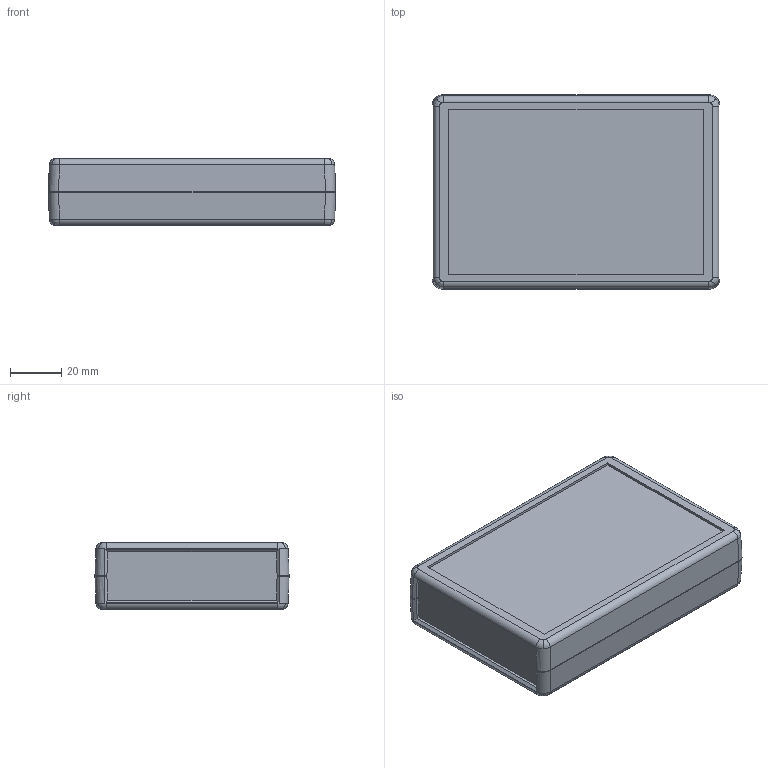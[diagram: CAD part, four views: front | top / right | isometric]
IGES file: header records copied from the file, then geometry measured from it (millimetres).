
Start section: SolidWorks IGES file using analytic representation for surfaces
Global section: file name: Assem3.IGS; native system: SolidWorks 2012; preprocessor: SolidWorks 2012; author: Peter; date: 170405.100628; units: millimetre
Bounding box: 111.75 x 75.5 x 26.1 mm (x, y, z)
Surface area: 55198.4 mm2 (no closed solid volume)
Topology: 0 solids, 0 shells, 323 faces, 4266 edges, 4266 vertices
Faces by surface type: bspline 205, revolution 118
